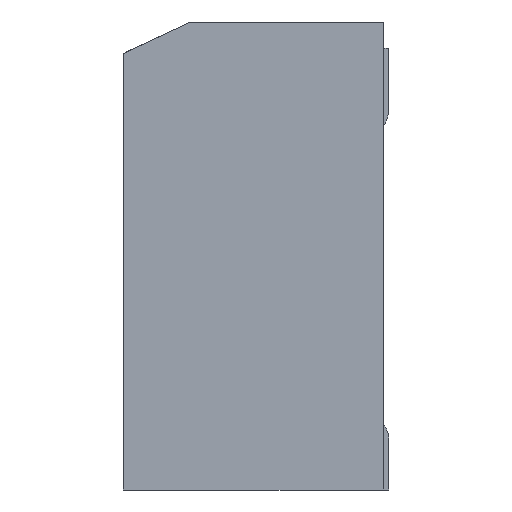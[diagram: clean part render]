
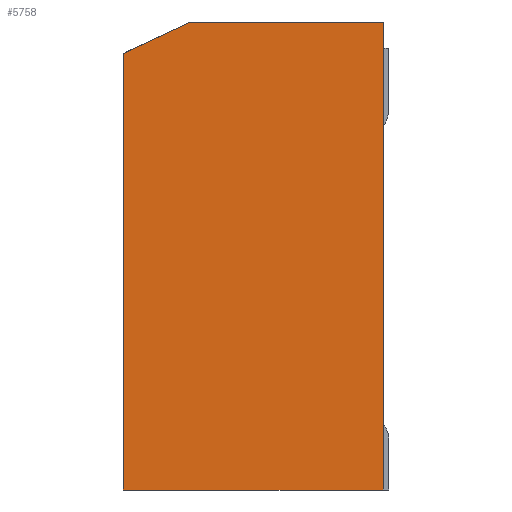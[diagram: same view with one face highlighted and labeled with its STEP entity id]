
A CAD part, left-side view. The second image highlights one B-rep face of the part: STEP entity #5758.
In plain terms, the highlighted planar face has unit normal (-1, 0, 0).
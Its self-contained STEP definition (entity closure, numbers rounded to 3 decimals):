
#597 = EDGE_CURVE ( 'NONE', #1786, #2680, #10298, .T. ) ;
#1429 = ORIENTED_EDGE ( 'NONE', *, *, #6393, .F. ) ;
#1500 = LINE ( 'NONE', #5057, #9930 ) ;
#1670 = DIRECTION ( 'NONE',  ( 1., 0., 0. ) ) ;
#1786 = VERTEX_POINT ( 'NONE', #4870 ) ;
#1892 = VERTEX_POINT ( 'NONE', #8592 ) ;
#2004 = EDGE_CURVE ( 'NONE', #2680, #2588, #4987, .T. ) ;
#2021 = FACE_OUTER_BOUND ( 'NONE', #2447, .T. ) ;
#2414 = AXIS2_PLACEMENT_3D ( 'NONE', #4137, #1670, #7466 ) ;
#2447 = EDGE_LOOP ( 'NONE', ( #6597, #1429, #6228, #4249, #8461 ) ) ;
#2570 = VECTOR ( 'NONE', #9104, 1000. ) ;
#2588 = VERTEX_POINT ( 'NONE', #9134 ) ;
#2680 = VERTEX_POINT ( 'NONE', #7010 ) ;
#2681 = CARTESIAN_POINT ( 'NONE',  ( 0., 2.5, -9. ) ) ;
#2725 = CARTESIAN_POINT ( 'NONE',  ( 0., 5., -4.803 ) ) ;
#2793 = VECTOR ( 'NONE', #5698, 1000. ) ;
#3228 = CARTESIAN_POINT ( 'NONE',  ( 0., 2.5, 0. ) ) ;
#3335 = EDGE_CURVE ( 'NONE', #6519, #1786, #6536, .T. ) ;
#3669 = DIRECTION ( 'NONE',  ( 0., -0.906, 0.423 ) ) ;
#3678 = EDGE_CURVE ( 'NONE', #1892, #6519, #4780, .T. ) ;
#4137 = CARTESIAN_POINT ( 'NONE',  ( 0., 2.5, -4.5 ) ) ;
#4249 = ORIENTED_EDGE ( 'NONE', *, *, #597, .F. ) ;
#4780 = LINE ( 'NONE', #2681, #2570 ) ;
#4870 = CARTESIAN_POINT ( 'NONE',  ( 0., 5., -0.606 ) ) ;
#4987 = LINE ( 'NONE', #3228, #2793 ) ;
#5057 = CARTESIAN_POINT ( 'NONE',  ( 0., 0., -4.5 ) ) ;
#5698 = DIRECTION ( 'NONE',  ( 0., -1., 0. ) ) ;
#5756 = DIRECTION ( 'NONE',  ( 0., 0., -1. ) ) ;
#5758 = ADVANCED_FACE ( 'NONE', ( #2021 ), #8194, .F. ) ;
#6228 = ORIENTED_EDGE ( 'NONE', *, *, #2004, .F. ) ;
#6393 = EDGE_CURVE ( 'NONE', #2588, #1892, #1500, .T. ) ;
#6519 = VERTEX_POINT ( 'NONE', #7627 ) ;
#6536 = LINE ( 'NONE', #2725, #10379 ) ;
#6597 = ORIENTED_EDGE ( 'NONE', *, *, #3678, .F. ) ;
#6792 = DIRECTION ( 'NONE',  ( 0., 0., 1. ) ) ;
#7010 = CARTESIAN_POINT ( 'NONE',  ( 0., 3.7, 0. ) ) ;
#7466 = DIRECTION ( 'NONE',  ( 0., 0., -1. ) ) ;
#7627 = CARTESIAN_POINT ( 'NONE',  ( 0., 5., -9. ) ) ;
#8123 = VECTOR ( 'NONE', #3669, 1000. ) ;
#8194 = PLANE ( 'NONE',  #2414 ) ;
#8461 = ORIENTED_EDGE ( 'NONE', *, *, #3335, .F. ) ;
#8561 = CARTESIAN_POINT ( 'NONE',  ( 0., 4.35, -0.303 ) ) ;
#8592 = CARTESIAN_POINT ( 'NONE',  ( 0., 0., -9. ) ) ;
#9104 = DIRECTION ( 'NONE',  ( 0., 1., 0. ) ) ;
#9134 = CARTESIAN_POINT ( 'NONE',  ( 0., 0., 0. ) ) ;
#9930 = VECTOR ( 'NONE', #5756, 1000. ) ;
#10298 = LINE ( 'NONE', #8561, #8123 ) ;
#10379 = VECTOR ( 'NONE', #6792, 1000. ) ;
